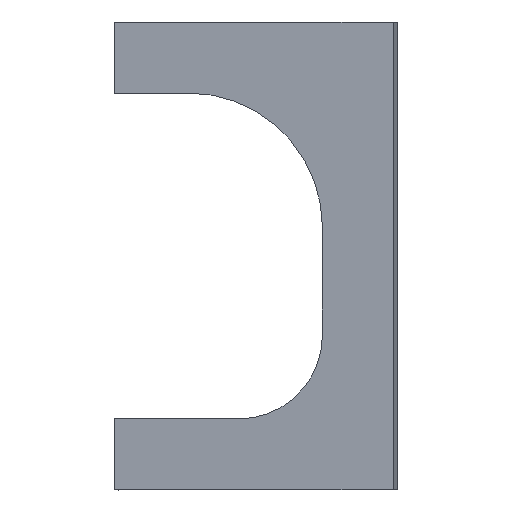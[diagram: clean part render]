
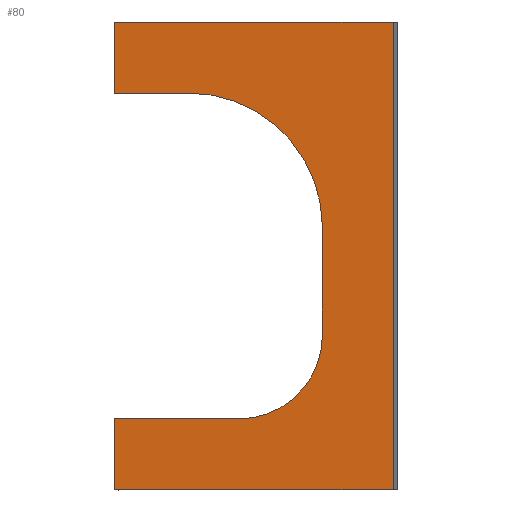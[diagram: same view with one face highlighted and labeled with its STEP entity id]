
A CAD part, top view. The second image highlights one B-rep face of the part: STEP entity #80.
In plain terms, the highlighted planar face has unit normal (-0.108, 0, 0.994).
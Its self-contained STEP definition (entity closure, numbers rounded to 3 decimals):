
#80 = ADVANCED_FACE( '', ( #120 ), #121, .T. );
#120 = FACE_OUTER_BOUND( '', #185, .T. );
#121 = PLANE( '', #186 );
#185 = EDGE_LOOP( '', ( #282, #283, #284, #285, #286, #287, #288, #289, #290, #291, #292, #293 ) );
#186 = AXIS2_PLACEMENT_3D( '', #294, #295, #296 );
#282 = ORIENTED_EDGE( '', *, *, #496, .T. );
#283 = ORIENTED_EDGE( '', *, *, #497, .T. );
#284 = ORIENTED_EDGE( '', *, *, #498, .T. );
#285 = ORIENTED_EDGE( '', *, *, #499, .T. );
#286 = ORIENTED_EDGE( '', *, *, #500, .T. );
#287 = ORIENTED_EDGE( '', *, *, #501, .T. );
#288 = ORIENTED_EDGE( '', *, *, #502, .T. );
#289 = ORIENTED_EDGE( '', *, *, #503, .T. );
#290 = ORIENTED_EDGE( '', *, *, #504, .T. );
#291 = ORIENTED_EDGE( '', *, *, #505, .T. );
#292 = ORIENTED_EDGE( '', *, *, #506, .T. );
#293 = ORIENTED_EDGE( '', *, *, #507, .T. );
#294 = CARTESIAN_POINT( '', ( 22.314, 0., -205.668 ) );
#295 = DIRECTION( '', ( -0.108, 0., 0.994 ) );
#296 = DIRECTION( '', ( 0., 1., 0. ) );
#496 = EDGE_CURVE( '', #588, #589, #590, .T. );
#497 = EDGE_CURVE( '', #589, #591, #592, .T. );
#498 = EDGE_CURVE( '', #591, #593, #594, .T. );
#499 = EDGE_CURVE( '', #593, #595, #596, .T. );
#500 = EDGE_CURVE( '', #595, #597, #598, .T. );
#501 = EDGE_CURVE( '', #597, #599, #600, .T. );
#502 = EDGE_CURVE( '', #599, #601, #602, .T. );
#503 = EDGE_CURVE( '', #601, #603, #604, .T. );
#504 = EDGE_CURVE( '', #603, #605, #606, .T. );
#505 = EDGE_CURVE( '', #605, #607, #608, .T. );
#506 = EDGE_CURVE( '', #607, #609, #610, .T. );
#507 = EDGE_CURVE( '', #609, #588, #611, .T. );
#588 = VERTEX_POINT( '', #716 );
#589 = VERTEX_POINT( '', #717 );
#590 = LINE( '', #718, #719 );
#591 = VERTEX_POINT( '', #720 );
#592 = LINE( '', #721, #722 );
#593 = VERTEX_POINT( '', #723 );
#594 = LINE( '', #724, #725 );
#595 = VERTEX_POINT( '', #726 );
#596 = LINE( '', #727, #728 );
#597 = VERTEX_POINT( '', #729 );
#598 = LINE( '', #730, #731 );
#599 = VERTEX_POINT( '', #732 );
#600 = LINE( '', #733, #734 );
#601 = VERTEX_POINT( '', #735 );
#602 = LINE( '', #736, #737 );
#603 = VERTEX_POINT( '', #738 );
#604 = LINE( '', #739, #740 );
#605 = VERTEX_POINT( '', #741 );
#606 = LINE( '', #742, #743 );
#607 = VERTEX_POINT( '', #744 );
#608 = CIRCLE( '', #745, 66.2 );
#609 = VERTEX_POINT( '', #746 );
#610 = LINE( '', #747, #748 );
#611 = CIRCLE( '', #749, 41.2 );
#716 = CARTESIAN_POINT( '', ( 21130.303, -67.2, 2084.412 ) );
#717 = CARTESIAN_POINT( '', ( 21077.612, -67.2, 2078.695 ) );
#718 = CARTESIAN_POINT( '', ( 21103.957, -67.2, 2081.554 ) );
#719 = VECTOR( '', #870, 1000. );
#720 = CARTESIAN_POINT( '', ( 21068.863, -67.2, 2077.746 ) );
#721 = CARTESIAN_POINT( '', ( 21073.238, -67.2, 2078.221 ) );
#722 = VECTOR( '', #871, 1000. );
#723 = CARTESIAN_POINT( '', ( 21068.863, -102.2, 2077.746 ) );
#724 = CARTESIAN_POINT( '', ( 21068.863, -84.7, 2077.746 ) );
#725 = VECTOR( '', #872, 1000. );
#726 = CARTESIAN_POINT( '', ( 21206.058, -102.2, 2092.631 ) );
#727 = CARTESIAN_POINT( '', ( 21137.461, -102.2, 2085.188 ) );
#728 = VECTOR( '', #873, 1000. );
#729 = CARTESIAN_POINT( '', ( 21206.058, 128.2, 2092.631 ) );
#730 = CARTESIAN_POINT( '', ( 21206.058, 13., 2092.631 ) );
#731 = VECTOR( '', #874, 1000. );
#732 = CARTESIAN_POINT( '', ( 21068.863, 128.2, 2077.746 ) );
#733 = CARTESIAN_POINT( '', ( 21137.461, 128.2, 2085.188 ) );
#734 = VECTOR( '', #875, 1000. );
#735 = CARTESIAN_POINT( '', ( 21068.863, 93.2, 2077.746 ) );
#736 = CARTESIAN_POINT( '', ( 21068.863, 110.7, 2077.746 ) );
#737 = VECTOR( '', #876, 1000. );
#738 = CARTESIAN_POINT( '', ( 21077.612, 93.2, 2078.695 ) );
#739 = CARTESIAN_POINT( '', ( 21073.238, 93.2, 2078.221 ) );
#740 = VECTOR( '', #877, 1000. );
#741 = CARTESIAN_POINT( '', ( 21105.449, 93.2, 2081.715 ) );
#742 = CARTESIAN_POINT( '', ( 21091.53, 93.2, 2080.205 ) );
#743 = VECTOR( '', #878, 1000. );
#744 = CARTESIAN_POINT( '', ( 21171.262, 27., 2088.856 ) );
#745 = AXIS2_PLACEMENT_3D( '', #879, #880, #881 );
#746 = CARTESIAN_POINT( '', ( 21171.262, -26., 2088.856 ) );
#747 = CARTESIAN_POINT( '', ( 21171.262, 0.5, 2088.856 ) );
#748 = VECTOR( '', #882, 1000. );
#749 = AXIS2_PLACEMENT_3D( '', #883, #884, #885 );
#870 = DIRECTION( '', ( -0.994, 0., -0.108 ) );
#871 = DIRECTION( '', ( -0.994, 0., -0.108 ) );
#872 = DIRECTION( '', ( 0., -1., 0. ) );
#873 = DIRECTION( '', ( 0.994, 0., 0.108 ) );
#874 = DIRECTION( '', ( 0., 1., 0. ) );
#875 = DIRECTION( '', ( -0.994, 0., -0.108 ) );
#876 = DIRECTION( '', ( 0., -1., 0. ) );
#877 = DIRECTION( '', ( 0.994, 0., 0.108 ) );
#878 = DIRECTION( '', ( 0.994, 0., 0.108 ) );
#879 = CARTESIAN_POINT( '', ( 21105.449, 27., 2081.715 ) );
#880 = DIRECTION( '', ( 0.108, 0., -0.994 ) );
#881 = DIRECTION( '', ( 0.994, 0., 0.108 ) );
#882 = DIRECTION( '', ( 0., -1., 0. ) );
#883 = CARTESIAN_POINT( '', ( 21130.303, -26., 2084.412 ) );
#884 = DIRECTION( '', ( 0.108, 0., -0.994 ) );
#885 = DIRECTION( '', ( 0.994, 0., 0.108 ) );
